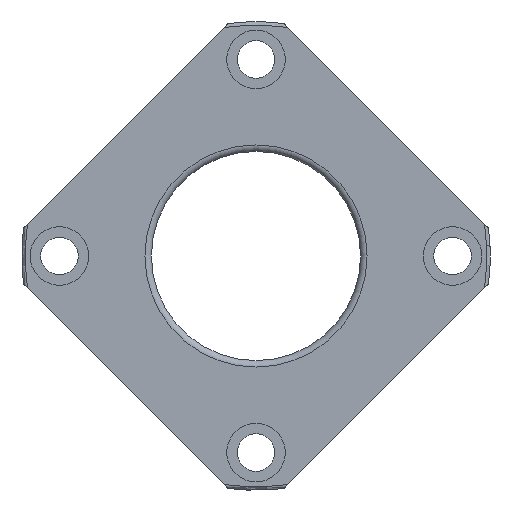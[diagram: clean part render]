
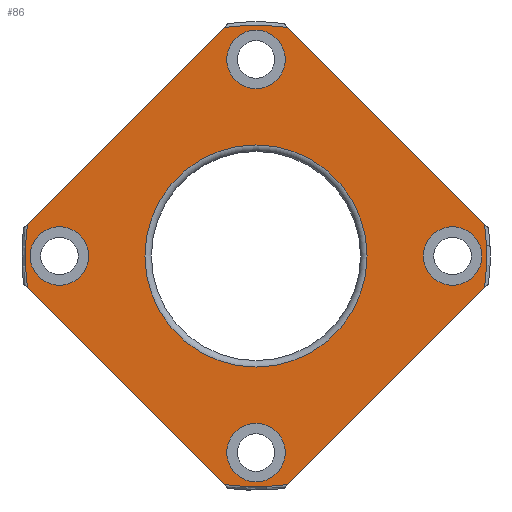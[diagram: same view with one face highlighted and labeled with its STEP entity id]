
A CAD part, left-side view. The second image highlights one B-rep face of the part: STEP entity #86.
In plain terms, the highlighted planar face has unit normal (-1, 0, 0).
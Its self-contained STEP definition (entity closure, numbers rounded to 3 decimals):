
#86 = ADVANCED_FACE( '', ( #198, #199, #200, #201, #202, #203 ), #204, .T. );
#198 = FACE_BOUND( '', #341, .T. );
#199 = FACE_BOUND( '', #342, .T. );
#200 = FACE_OUTER_BOUND( '', #343, .T. );
#201 = FACE_BOUND( '', #344, .T. );
#202 = FACE_BOUND( '', #345, .T. );
#203 = FACE_BOUND( '', #346, .T. );
#204 = PLANE( '', #347 );
#341 = EDGE_LOOP( '', ( #513 ) );
#342 = EDGE_LOOP( '', ( #514 ) );
#343 = EDGE_LOOP( '', ( #515, #516, #517, #518, #519, #520, #521, #522 ) );
#344 = EDGE_LOOP( '', ( #523 ) );
#345 = EDGE_LOOP( '', ( #524 ) );
#346 = EDGE_LOOP( '', ( #525 ) );
#347 = AXIS2_PLACEMENT_3D( '', #526, #527, #528 );
#513 = ORIENTED_EDGE( '', *, *, #756, .T. );
#514 = ORIENTED_EDGE( '', *, *, #740, .T. );
#515 = ORIENTED_EDGE( '', *, *, #757, .F. );
#516 = ORIENTED_EDGE( '', *, *, #758, .F. );
#517 = ORIENTED_EDGE( '', *, *, #759, .F. );
#518 = ORIENTED_EDGE( '', *, *, #747, .F. );
#519 = ORIENTED_EDGE( '', *, *, #760, .F. );
#520 = ORIENTED_EDGE( '', *, *, #761, .F. );
#521 = ORIENTED_EDGE( '', *, *, #762, .F. );
#522 = ORIENTED_EDGE( '', *, *, #763, .F. );
#523 = ORIENTED_EDGE( '', *, *, #764, .T. );
#524 = ORIENTED_EDGE( '', *, *, #724, .T. );
#525 = ORIENTED_EDGE( '', *, *, #765, .T. );
#526 = CARTESIAN_POINT( '', ( 0., 55.188, 0. ) );
#527 = DIRECTION( '', ( -1., 0., 0. ) );
#528 = DIRECTION( '', ( 0., 0., 1. ) );
#724 = EDGE_CURVE( '', #838, #838, #839, .T. );
#740 = EDGE_CURVE( '', #864, #864, #865, .F. );
#747 = EDGE_CURVE( '', #875, #871, #877, .T. );
#756 = EDGE_CURVE( '', #890, #890, #891, .T. );
#757 = EDGE_CURVE( '', #892, #893, #894, .T. );
#758 = EDGE_CURVE( '', #895, #892, #896, .T. );
#759 = EDGE_CURVE( '', #871, #895, #897, .T. );
#760 = EDGE_CURVE( '', #898, #875, #899, .T. );
#761 = EDGE_CURVE( '', #900, #898, #901, .T. );
#762 = EDGE_CURVE( '', #902, #900, #903, .T. );
#763 = EDGE_CURVE( '', #893, #902, #904, .T. );
#764 = EDGE_CURVE( '', #905, #905, #906, .T. );
#765 = EDGE_CURVE( '', #907, #907, #908, .T. );
#838 = VERTEX_POINT( '', #1016 );
#839 = CIRCLE( '', #1017, 7. );
#864 = VERTEX_POINT( '', #1044 );
#865 = CIRCLE( '', #1045, 7. );
#871 = VERTEX_POINT( '', #1051 );
#875 = VERTEX_POINT( '', #1064 );
#877 = CIRCLE( '', #1073, 55.188 );
#890 = VERTEX_POINT( '', #1086 );
#891 = CIRCLE( '', #1087, 26.563 );
#892 = VERTEX_POINT( '', #1088 );
#893 = VERTEX_POINT( '', #1089 );
#894 = LINE( '', #1090, #1091 );
#895 = VERTEX_POINT( '', #1092 );
#896 = CIRCLE( '', #1093, 55.188 );
#897 = LINE( '', #1094, #1095 );
#898 = VERTEX_POINT( '', #1096 );
#899 = LINE( '', #1097, #1098 );
#900 = VERTEX_POINT( '', #1099 );
#901 = CIRCLE( '', #1100, 55.188 );
#902 = VERTEX_POINT( '', #1101 );
#903 = LINE( '', #1102, #1103 );
#904 = CIRCLE( '', #1104, 55.188 );
#905 = VERTEX_POINT( '', #1105 );
#906 = CIRCLE( '', #1106, 7. );
#907 = VERTEX_POINT( '', #1107 );
#908 = CIRCLE( '', #1108, 7. );
#1016 = CARTESIAN_POINT( '', ( 0., -47., -7. ) );
#1017 = AXIS2_PLACEMENT_3D( '', #1304, #1305, #1306 );
#1044 = CARTESIAN_POINT( '', ( 0., 47., 7. ) );
#1045 = AXIS2_PLACEMENT_3D( '', #1333, #1334, #1335 );
#1051 = CARTESIAN_POINT( '', ( 0., 7.558, -54.668 ) );
#1064 = CARTESIAN_POINT( '', ( 0., -7.558, -54.668 ) );
#1073 = AXIS2_PLACEMENT_3D( '', #1342, #1343, #1344 );
#1086 = CARTESIAN_POINT( '', ( 0., 0., -26.563 ) );
#1087 = AXIS2_PLACEMENT_3D( '', #1357, #1358, #1359 );
#1088 = CARTESIAN_POINT( '', ( 0., 54.668, 7.558 ) );
#1089 = CARTESIAN_POINT( '', ( 0., 7.558, 54.668 ) );
#1090 = CARTESIAN_POINT( '', ( 0., 62.225, 0. ) );
#1091 = VECTOR( '', #1360, 1000. );
#1092 = CARTESIAN_POINT( '', ( 0., 54.668, -7.558 ) );
#1093 = AXIS2_PLACEMENT_3D( '', #1361, #1362, #1363 );
#1094 = CARTESIAN_POINT( '', ( 0., 0., -62.225 ) );
#1095 = VECTOR( '', #1364, 1000. );
#1096 = CARTESIAN_POINT( '', ( 0., -54.668, -7.558 ) );
#1097 = CARTESIAN_POINT( '', ( 0., -62.225, 0. ) );
#1098 = VECTOR( '', #1365, 1000. );
#1099 = CARTESIAN_POINT( '', ( 0., -54.668, 7.558 ) );
#1100 = AXIS2_PLACEMENT_3D( '', #1366, #1367, #1368 );
#1101 = CARTESIAN_POINT( '', ( 0., -7.558, 54.668 ) );
#1102 = CARTESIAN_POINT( '', ( 0., 0., 62.225 ) );
#1103 = VECTOR( '', #1369, 1000. );
#1104 = AXIS2_PLACEMENT_3D( '', #1370, #1371, #1372 );
#1105 = CARTESIAN_POINT( '', ( 0., 0., -54. ) );
#1106 = AXIS2_PLACEMENT_3D( '', #1373, #1374, #1375 );
#1107 = CARTESIAN_POINT( '', ( 0., 0., 40. ) );
#1108 = AXIS2_PLACEMENT_3D( '', #1376, #1377, #1378 );
#1304 = CARTESIAN_POINT( '', ( 0., -47., 0. ) );
#1305 = DIRECTION( '', ( 1., 0., 0. ) );
#1306 = DIRECTION( '', ( 0., 0., -1. ) );
#1333 = CARTESIAN_POINT( '', ( 0., 47., 0. ) );
#1334 = DIRECTION( '', ( -1., 0., 0. ) );
#1335 = DIRECTION( '', ( 0., 0., 1. ) );
#1342 = CARTESIAN_POINT( '', ( 0., 0., 0. ) );
#1343 = DIRECTION( '', ( 1., 0., 0. ) );
#1344 = DIRECTION( '', ( 0., 0., -1. ) );
#1357 = CARTESIAN_POINT( '', ( 0., 0., 0. ) );
#1358 = DIRECTION( '', ( 1., 0., 0. ) );
#1359 = DIRECTION( '', ( 0., 0., -1. ) );
#1360 = DIRECTION( '', ( 0., -0.707, 0.707 ) );
#1361 = CARTESIAN_POINT( '', ( 0., 0., 0. ) );
#1362 = DIRECTION( '', ( 1., 0., 0. ) );
#1363 = DIRECTION( '', ( 0., 0., -1. ) );
#1364 = DIRECTION( '', ( 0., 0.707, 0.707 ) );
#1365 = DIRECTION( '', ( 0., 0.707, -0.707 ) );
#1366 = CARTESIAN_POINT( '', ( 0., 0., 0. ) );
#1367 = DIRECTION( '', ( 1., 0., 0. ) );
#1368 = DIRECTION( '', ( 0., 0., -1. ) );
#1369 = DIRECTION( '', ( 0., -0.707, -0.707 ) );
#1370 = CARTESIAN_POINT( '', ( 0., 0., 0. ) );
#1371 = DIRECTION( '', ( 1., 0., 0. ) );
#1372 = DIRECTION( '', ( 0., 0., -1. ) );
#1373 = CARTESIAN_POINT( '', ( 0., 0., -47. ) );
#1374 = DIRECTION( '', ( 1., 0., 0. ) );
#1375 = DIRECTION( '', ( 0., 0., -1. ) );
#1376 = CARTESIAN_POINT( '', ( 0., 0., 47. ) );
#1377 = DIRECTION( '', ( 1., 0., 0. ) );
#1378 = DIRECTION( '', ( 0., 0., -1. ) );
